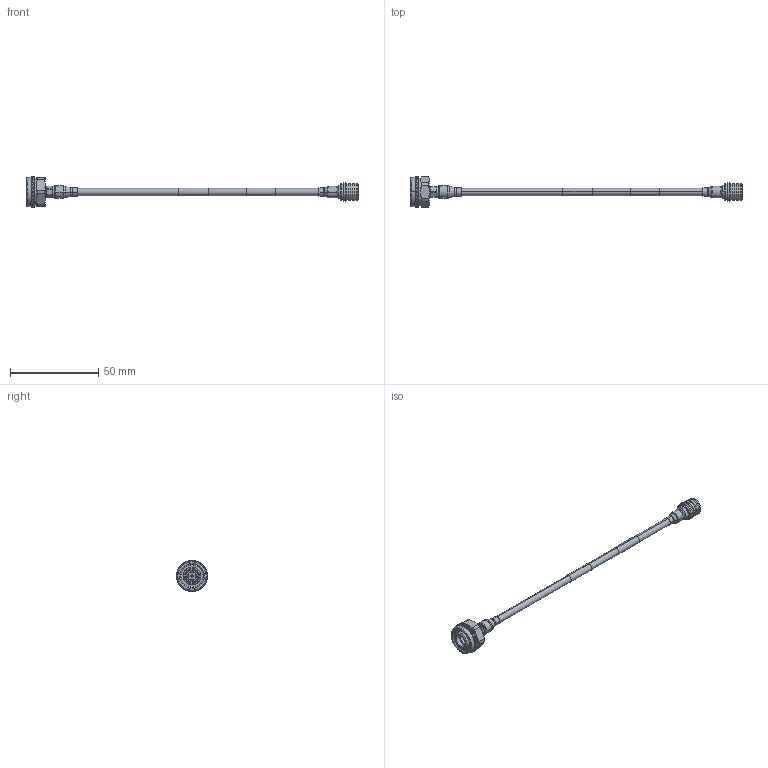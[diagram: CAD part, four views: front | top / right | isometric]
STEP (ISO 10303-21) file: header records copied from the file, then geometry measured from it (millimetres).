
FILE_DESCRIPTION (( 'STEP AP214' ), '1' );
FILE_NAME ('LCCA31067.step', '2022-10-04T19:23:26', ( '' ), ( '' ), 'SwSTEP 2.0', 'SolidWorks 2021', '' );
FILE_SCHEMA (( 'AUTOMOTIVE_DESIGN' ));
Length unit declared in the file: inch
Products named in the file (6): TC-402-QM-LP-PE^LCCA31067; LCCA31067; HTSHR-QMA^LCCA31067; TC-402-225M-LP-PE^LCCA31067; htshrk 225m^LCCA31067; TFT-402^LCCA31067_LABEL+PE PIM
Assembly tree (5 placements, depth 2):
  LCCA31067
    TFT-402^LCCA31067_LABEL+PE PIM
    TC-402-225M-LP-PE^LCCA31067
    htshrk 225m^LCCA31067
    TC-402-QM-LP-PE^LCCA31067
    HTSHR-QMA^LCCA31067
Bounding box: 188.08 x 17.5 x 17.5 mm (x, y, z)
Volume: 5080.9 mm3; surface area: 6680 mm2
Topology: 7 solids, 8 shells, 1537 faces, 3741 edges, 2242 vertices
Faces by surface type: bspline 720, cylinder 399, plane 247, cone 106, torus 65
Entity records: 55067 total; most frequent: CARTESIAN_POINT 27913, ORIENTED_EDGE 7482, EDGE_CURVE 3741, DIRECTION 3664, VERTEX_POINT 2242, AXIS2_PLACEMENT_3D 1620, EDGE_LOOP 1583, ADVANCED_FACE 1537
